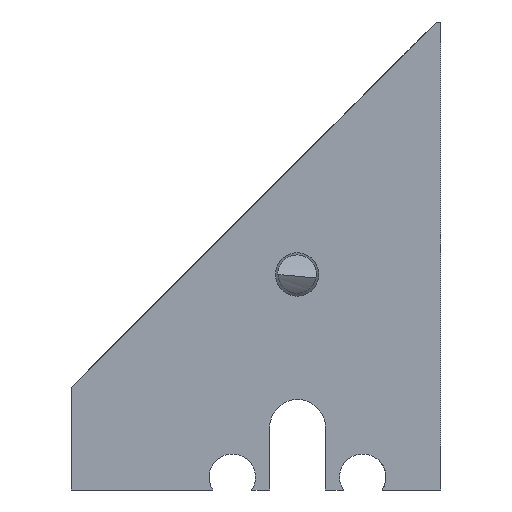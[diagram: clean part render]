
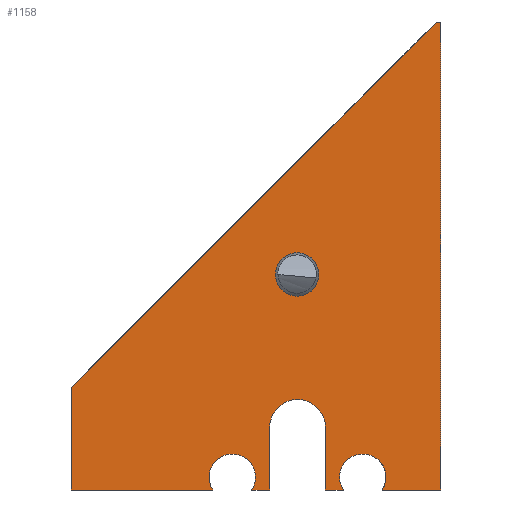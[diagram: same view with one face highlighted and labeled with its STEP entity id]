
A CAD part, front view. The second image highlights one B-rep face of the part: STEP entity #1158.
In plain terms, the highlighted planar face has unit normal (0, -1, 0).
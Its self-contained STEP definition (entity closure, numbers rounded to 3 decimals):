
#48=FACE_BOUND('',#280,.T.);
#91=CIRCLE('',#1243,1.75);
#93=CIRCLE('',#1248,2.1);
#95=CIRCLE('',#1253,1.75);
#97=CIRCLE('',#1258,1.635);
#193=FACE_OUTER_BOUND('',#279,.T.);
#279=EDGE_LOOP('',(#1014,#1015,#1016,#1017,#1018,#1019,#1020,#1021,#1022,
#1023,#1024,#1025,#1026));
#280=EDGE_LOOP('',(#1027));
#340=LINE('',#2050,#431);
#344=LINE('',#2058,#435);
#349=LINE('',#2071,#440);
#352=LINE('',#2077,#443);
#356=LINE('',#2089,#447);
#359=LINE('',#2095,#450);
#363=LINE('',#2107,#454);
#374=LINE('',#2192,#465);
#382=LINE('',#2223,#473);
#383=LINE('',#2224,#474);
#431=VECTOR('',#1453,10.);
#435=VECTOR('',#1459,10.);
#440=VECTOR('',#1472,10.);
#443=VECTOR('',#1477,10.);
#447=VECTOR('',#1489,10.);
#450=VECTOR('',#1494,10.);
#454=VECTOR('',#1506,10.);
#465=VECTOR('',#1563,10.);
#473=VECTOR('',#1595,10.);
#474=VECTOR('',#1596,10.);
#538=VERTEX_POINT('',#2048);
#539=VERTEX_POINT('',#2049);
#542=VERTEX_POINT('',#2057);
#544=VERTEX_POINT('',#2064);
#546=VERTEX_POINT('',#2070);
#548=VERTEX_POINT('',#2076);
#550=VERTEX_POINT('',#2082);
#552=VERTEX_POINT('',#2088);
#554=VERTEX_POINT('',#2094);
#556=VERTEX_POINT('',#2100);
#558=VERTEX_POINT('',#2106);
#560=VERTEX_POINT('',#2114);
#573=VERTEX_POINT('',#2191);
#584=VERTEX_POINT('',#2222);
#667=EDGE_CURVE('',#538,#539,#340,.T.);
#671=EDGE_CURVE('',#539,#542,#344,.T.);
#675=EDGE_CURVE('',#542,#544,#91,.T.);
#678=EDGE_CURVE('',#544,#546,#349,.T.);
#681=EDGE_CURVE('',#546,#548,#352,.T.);
#684=EDGE_CURVE('',#548,#550,#93,.T.);
#687=EDGE_CURVE('',#550,#552,#356,.T.);
#690=EDGE_CURVE('',#552,#554,#359,.T.);
#693=EDGE_CURVE('',#554,#556,#95,.T.);
#696=EDGE_CURVE('',#556,#558,#363,.T.);
#700=EDGE_CURVE('',#560,#560,#97,.T.);
#721=EDGE_CURVE('',#573,#538,#374,.T.);
#737=EDGE_CURVE('',#558,#584,#382,.T.);
#738=EDGE_CURVE('',#584,#573,#383,.T.);
#1014=ORIENTED_EDGE('',*,*,#667,.T.);
#1015=ORIENTED_EDGE('',*,*,#671,.T.);
#1016=ORIENTED_EDGE('',*,*,#675,.T.);
#1017=ORIENTED_EDGE('',*,*,#678,.T.);
#1018=ORIENTED_EDGE('',*,*,#681,.T.);
#1019=ORIENTED_EDGE('',*,*,#684,.T.);
#1020=ORIENTED_EDGE('',*,*,#687,.T.);
#1021=ORIENTED_EDGE('',*,*,#690,.T.);
#1022=ORIENTED_EDGE('',*,*,#693,.T.);
#1023=ORIENTED_EDGE('',*,*,#696,.T.);
#1024=ORIENTED_EDGE('',*,*,#737,.T.);
#1025=ORIENTED_EDGE('',*,*,#738,.T.);
#1026=ORIENTED_EDGE('',*,*,#721,.T.);
#1027=ORIENTED_EDGE('',*,*,#700,.T.);
#1101=PLANE('',#1290);
#1158=ADVANCED_FACE('',(#193,#48),#1101,.T.);
#1243=AXIS2_PLACEMENT_3D('',#2065,#1465,#1466);
#1248=AXIS2_PLACEMENT_3D('',#2083,#1482,#1483);
#1253=AXIS2_PLACEMENT_3D('',#2101,#1499,#1500);
#1258=AXIS2_PLACEMENT_3D('',#2115,#1514,#1515);
#1290=AXIS2_PLACEMENT_3D('',#2221,#1593,#1594);
#1453=DIRECTION('',(0.,0.,-1.));
#1459=DIRECTION('',(1.,0.,0.));
#1465=DIRECTION('center_axis',(0.,1.,0.));
#1466=DIRECTION('ref_axis',(-1.,0.,0.));
#1472=DIRECTION('',(1.,0.,0.));
#1477=DIRECTION('',(0.,0.,1.));
#1482=DIRECTION('center_axis',(0.,1.,0.));
#1483=DIRECTION('ref_axis',(-1.,0.,0.));
#1489=DIRECTION('',(0.,0.,-1.));
#1494=DIRECTION('',(1.,0.,0.));
#1499=DIRECTION('center_axis',(0.,1.,0.));
#1500=DIRECTION('ref_axis',(-1.,0.,0.));
#1506=DIRECTION('',(1.,0.,0.));
#1514=DIRECTION('center_axis',(0.,1.,0.));
#1515=DIRECTION('ref_axis',(1.,0.,0.));
#1563=DIRECTION('',(-0.707,0.,-0.707));
#1593=DIRECTION('center_axis',(0.,-1.,0.));
#1594=DIRECTION('ref_axis',(0.,0.,-1.));
#1595=DIRECTION('',(0.,0.,1.));
#1596=DIRECTION('',(-1.,0.,0.));
#2048=CARTESIAN_POINT('',(-36.713,-34.38,0.026));
#2049=CARTESIAN_POINT('',(-36.713,-34.38,-7.694));
#2050=CARTESIAN_POINT('',(-36.713,-34.38,0.026));
#2057=CARTESIAN_POINT('',(-26.043,-34.38,-7.694));
#2058=CARTESIAN_POINT('',(-36.713,-34.38,-7.694));
#2064=CARTESIAN_POINT('',(-23.117,-34.38,-7.694));
#2065=CARTESIAN_POINT('Origin',(-24.58,-34.38,-6.734));
#2070=CARTESIAN_POINT('',(-21.77,-34.38,-7.694));
#2071=CARTESIAN_POINT('',(-23.779,-34.38,-7.694));
#2076=CARTESIAN_POINT('',(-21.77,-34.38,-2.984));
#2077=CARTESIAN_POINT('',(-21.77,-34.38,-10.334));
#2082=CARTESIAN_POINT('',(-17.57,-34.38,-2.984));
#2083=CARTESIAN_POINT('Origin',(-19.67,-34.38,-2.984));
#2088=CARTESIAN_POINT('',(-17.57,-34.38,-7.694));
#2089=CARTESIAN_POINT('',(-17.57,-34.38,-2.984));
#2094=CARTESIAN_POINT('',(-16.223,-34.38,-7.694));
#2095=CARTESIAN_POINT('',(-23.779,-34.38,-7.694));
#2100=CARTESIAN_POINT('',(-13.297,-34.38,-7.694));
#2101=CARTESIAN_POINT('Origin',(-14.76,-34.38,-6.734));
#2106=CARTESIAN_POINT('',(-8.88,-34.38,-7.694));
#2107=CARTESIAN_POINT('',(-12.305,-34.38,-7.694));
#2114=CARTESIAN_POINT('',(-21.339,-34.38,8.526));
#2115=CARTESIAN_POINT('Origin',(-19.704,-34.38,8.526));
#2191=CARTESIAN_POINT('',(-9.213,-34.38,27.526));
#2192=CARTESIAN_POINT('',(-20.609,-34.38,16.13));
#2221=CARTESIAN_POINT('Origin',(-11.38,-34.38,13.776));
#2222=CARTESIAN_POINT('',(-8.88,-34.38,27.526));
#2223=CARTESIAN_POINT('',(-8.88,-34.38,0.026));
#2224=CARTESIAN_POINT('',(-8.88,-34.38,27.526));
